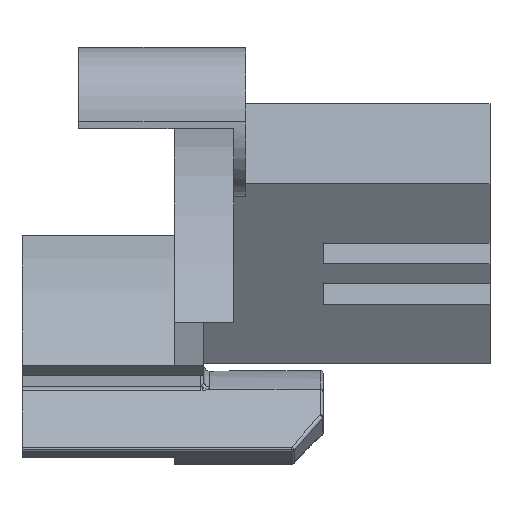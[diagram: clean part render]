
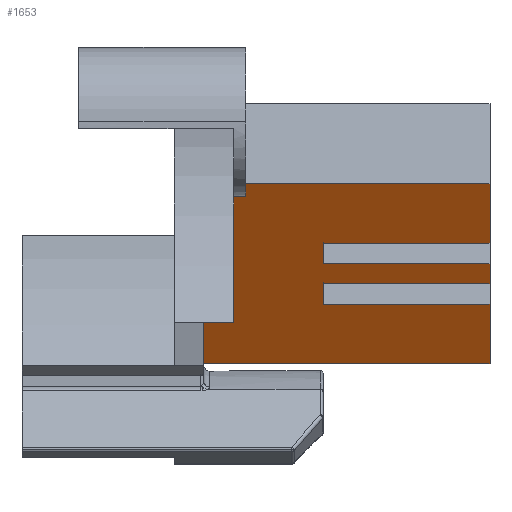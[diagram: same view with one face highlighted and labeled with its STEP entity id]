
A CAD part, top view. The second image highlights one B-rep face of the part: STEP entity #1653.
In plain terms, the highlighted planar face has unit normal (0, -0.525, 0.851).
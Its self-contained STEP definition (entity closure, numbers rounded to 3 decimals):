
#42 = VECTOR ( 'NONE', #2276, 1000. ) ;
#44 = VECTOR ( 'NONE', #3239, 1000. ) ;
#108 = VECTOR ( 'NONE', #2449, 1000. ) ;
#135 = ORIENTED_EDGE ( 'NONE', *, *, #4484, .F. ) ;
#182 = DIRECTION ( 'NONE',  ( 0., -0.851, -0.525 ) ) ;
#196 = CARTESIAN_POINT ( 'NONE',  ( 2., 5.902, -9.577 ) ) ;
#205 = LINE ( 'NONE', #698, #2761 ) ;
#212 = CARTESIAN_POINT ( 'NONE',  ( 10.6, 9.946, -7.085 ) ) ;
#222 = LINE ( 'NONE', #3853, #108 ) ;
#237 = ORIENTED_EDGE ( 'NONE', *, *, #2849, .F. ) ;
#315 = EDGE_CURVE ( 'NONE', #675, #4483, #2805, .T. ) ;
#375 = CARTESIAN_POINT ( 'NONE',  ( 10.6, 7.903, -8.344 ) ) ;
#465 = VECTOR ( 'NONE', #4161, 1000. ) ;
#497 = CARTESIAN_POINT ( 'NONE',  ( 2., 11.947, -5.852 ) ) ;
#542 = CARTESIAN_POINT ( 'NONE',  ( 10.6, 8.584, -7.925 ) ) ;
#670 = AXIS2_PLACEMENT_3D ( 'NONE', #2981, #3677, #2255 ) ;
#675 = VERTEX_POINT ( 'NONE', #3712 ) ;
#698 = CARTESIAN_POINT ( 'NONE',  ( 10.6, 5.902, -9.577 ) ) ;
#725 = DIRECTION ( 'NONE',  ( 0., -0.851, -0.525 ) ) ;
#764 = CARTESIAN_POINT ( 'NONE',  ( 5., 11.947, -5.852 ) ) ;
#835 = VECTOR ( 'NONE', #182, 1000. ) ;
#843 = CARTESIAN_POINT ( 'NONE',  ( 10.6, 5.902, -9.577 ) ) ;
#872 = CARTESIAN_POINT ( 'NONE',  ( 10.6, 7.903, -8.344 ) ) ;
#907 = EDGE_LOOP ( 'NONE', ( #3335, #3163, #3088, #2646, #4196, #2677, #4257, #237, #2232, #2481, #2447, #135, #3698, #2235 ) ) ;
#950 = LINE ( 'NONE', #764, #44 ) ;
#954 = DIRECTION ( 'NONE',  ( 0., -0.851, -0.525 ) ) ;
#955 = CARTESIAN_POINT ( 'NONE',  ( 5., 9.265, -7.505 ) ) ;
#1031 = VERTEX_POINT ( 'NONE', #2246 ) ;
#1096 = VECTOR ( 'NONE', #2462, 1000. ) ;
#1109 = EDGE_CURVE ( 'NONE', #1187, #3799, #1413, .T. ) ;
#1125 = EDGE_CURVE ( 'NONE', #3820, #4065, #2022, .T. ) ;
#1157 = CARTESIAN_POINT ( 'NONE',  ( 1., 16.049, -3.324 ) ) ;
#1167 = LINE ( 'NONE', #4103, #3914 ) ;
#1187 = VERTEX_POINT ( 'NONE', #4077 ) ;
#1190 = CARTESIAN_POINT ( 'NONE',  ( 10.6, 11.947, -5.852 ) ) ;
#1262 = DIRECTION ( 'NONE',  ( -1., 0., 0. ) ) ;
#1371 = LINE ( 'NONE', #2636, #3463 ) ;
#1400 = CARTESIAN_POINT ( 'NONE',  ( 5., 9.946, -7.085 ) ) ;
#1413 = LINE ( 'NONE', #212, #3893 ) ;
#1473 = EDGE_CURVE ( 'NONE', #1676, #2569, #950, .T. ) ;
#1540 = PLANE ( 'NONE',  #670 ) ;
#1561 = CARTESIAN_POINT ( 'NONE',  ( 10.6, 9.946, -7.085 ) ) ;
#1653 = ADVANCED_FACE ( 'NONE', ( #3100 ), #1540, .T. ) ;
#1676 = VERTEX_POINT ( 'NONE', #1190 ) ;
#1707 = LINE ( 'NONE', #872, #42 ) ;
#1743 = CARTESIAN_POINT ( 'NONE',  ( 5., 5.902, -9.577 ) ) ;
#1784 = VERTEX_POINT ( 'NONE', #843 ) ;
#1805 = DIRECTION ( 'NONE',  ( 0., -0.851, -0.525 ) ) ;
#1808 = EDGE_CURVE ( 'NONE', #1031, #1784, #3522, .T. ) ;
#1839 = VERTEX_POINT ( 'NONE', #3699 ) ;
#2022 = LINE ( 'NONE', #542, #2847 ) ;
#2039 = LINE ( 'NONE', #1743, #1096 ) ;
#2218 = DIRECTION ( 'NONE',  ( 1., 0., 0. ) ) ;
#2232 = ORIENTED_EDGE ( 'NONE', *, *, #3338, .T. ) ;
#2235 = ORIENTED_EDGE ( 'NONE', *, *, #4524, .T. ) ;
#2237 = EDGE_CURVE ( 'NONE', #4020, #1784, #205, .T. ) ;
#2246 = CARTESIAN_POINT ( 'NONE',  ( 1., 5.902, -9.577 ) ) ;
#2255 = DIRECTION ( 'NONE',  ( 0., -0.851, -0.525 ) ) ;
#2262 = CARTESIAN_POINT ( 'NONE',  ( 5., 8.584, -7.925 ) ) ;
#2276 = DIRECTION ( 'NONE',  ( -1., 0., 0. ) ) ;
#2389 = EDGE_CURVE ( 'NONE', #4020, #1839, #1707, .T. ) ;
#2447 = ORIENTED_EDGE ( 'NONE', *, *, #1109, .F. ) ;
#2449 = DIRECTION ( 'NONE',  ( 0., -0.851, -0.525 ) ) ;
#2462 = DIRECTION ( 'NONE',  ( 0., -0.851, -0.525 ) ) ;
#2481 = ORIENTED_EDGE ( 'NONE', *, *, #3857, .F. ) ;
#2569 = VERTEX_POINT ( 'NONE', #497 ) ;
#2636 = CARTESIAN_POINT ( 'NONE',  ( 10.6, 9.265, -7.505 ) ) ;
#2646 = ORIENTED_EDGE ( 'NONE', *, *, #2237, .F. ) ;
#2677 = ORIENTED_EDGE ( 'NONE', *, *, #2767, .F. ) ;
#2700 = DIRECTION ( 'NONE',  ( -1., 0., 0. ) ) ;
#2720 = VECTOR ( 'NONE', #954, 1000. ) ;
#2761 = VECTOR ( 'NONE', #725, 1000. ) ;
#2767 = EDGE_CURVE ( 'NONE', #4065, #1839, #2039, .T. ) ;
#2774 = CARTESIAN_POINT ( 'NONE',  ( 2., 11.448, -6.159 ) ) ;
#2781 = LINE ( 'NONE', #1157, #3269 ) ;
#2805 = LINE ( 'NONE', #2774, #465 ) ;
#2847 = VECTOR ( 'NONE', #1262, 1000. ) ;
#2849 = EDGE_CURVE ( 'NONE', #3562, #3820, #1167, .T. ) ;
#2883 = VERTEX_POINT ( 'NONE', #955 ) ;
#2981 = CARTESIAN_POINT ( 'NONE',  ( 0., 5.902, -9.577 ) ) ;
#2989 = LINE ( 'NONE', #196, #835 ) ;
#3039 = CARTESIAN_POINT ( 'NONE',  ( 10.6, 9.265, -7.505 ) ) ;
#3061 = DIRECTION ( 'NONE',  ( 0., -0.851, -0.525 ) ) ;
#3088 = ORIENTED_EDGE ( 'NONE', *, *, #1808, .T. ) ;
#3100 = FACE_OUTER_BOUND ( 'NONE', #907, .T. ) ;
#3163 = ORIENTED_EDGE ( 'NONE', *, *, #3881, .T. ) ;
#3239 = DIRECTION ( 'NONE',  ( -1., 0., 0. ) ) ;
#3269 = VECTOR ( 'NONE', #1805, 1000. ) ;
#3310 = VECTOR ( 'NONE', #2218, 1000. ) ;
#3335 = ORIENTED_EDGE ( 'NONE', *, *, #315, .F. ) ;
#3338 = EDGE_CURVE ( 'NONE', #3562, #2883, #1371, .T. ) ;
#3463 = VECTOR ( 'NONE', #4350, 1000. ) ;
#3522 = LINE ( 'NONE', #3634, #3310 ) ;
#3562 = VERTEX_POINT ( 'NONE', #3039 ) ;
#3576 = LINE ( 'NONE', #1561, #2720 ) ;
#3634 = CARTESIAN_POINT ( 'NONE',  ( 0., 5.902, -9.577 ) ) ;
#3677 = DIRECTION ( 'NONE',  ( 0., -0.525, 0.851 ) ) ;
#3698 = ORIENTED_EDGE ( 'NONE', *, *, #1473, .T. ) ;
#3699 = CARTESIAN_POINT ( 'NONE',  ( 5., 7.903, -8.344 ) ) ;
#3712 = CARTESIAN_POINT ( 'NONE',  ( 1., 11.448, -6.159 ) ) ;
#3733 = CARTESIAN_POINT ( 'NONE',  ( 2., 11.448, -6.159 ) ) ;
#3799 = VERTEX_POINT ( 'NONE', #1400 ) ;
#3820 = VERTEX_POINT ( 'NONE', #3894 ) ;
#3853 = CARTESIAN_POINT ( 'NONE',  ( 5., 5.902, -9.577 ) ) ;
#3857 = EDGE_CURVE ( 'NONE', #3799, #2883, #222, .T. ) ;
#3881 = EDGE_CURVE ( 'NONE', #675, #1031, #2781, .T. ) ;
#3893 = VECTOR ( 'NONE', #2700, 1000. ) ;
#3894 = CARTESIAN_POINT ( 'NONE',  ( 10.6, 8.584, -7.925 ) ) ;
#3914 = VECTOR ( 'NONE', #3061, 1000. ) ;
#4020 = VERTEX_POINT ( 'NONE', #375 ) ;
#4065 = VERTEX_POINT ( 'NONE', #2262 ) ;
#4077 = CARTESIAN_POINT ( 'NONE',  ( 10.6, 9.946, -7.085 ) ) ;
#4103 = CARTESIAN_POINT ( 'NONE',  ( 10.6, 8.584, -7.925 ) ) ;
#4161 = DIRECTION ( 'NONE',  ( 1., 0., 0. ) ) ;
#4196 = ORIENTED_EDGE ( 'NONE', *, *, #2389, .T. ) ;
#4257 = ORIENTED_EDGE ( 'NONE', *, *, #1125, .F. ) ;
#4350 = DIRECTION ( 'NONE',  ( -1., 0., 0. ) ) ;
#4483 = VERTEX_POINT ( 'NONE', #3733 ) ;
#4484 = EDGE_CURVE ( 'NONE', #1676, #1187, #3576, .T. ) ;
#4524 = EDGE_CURVE ( 'NONE', #2569, #4483, #2989, .T. ) ;
